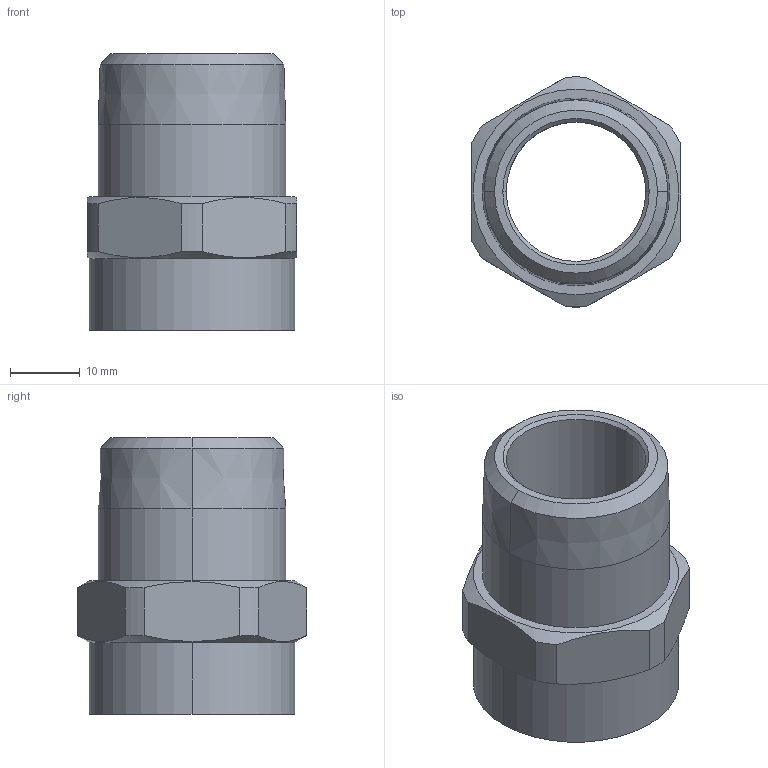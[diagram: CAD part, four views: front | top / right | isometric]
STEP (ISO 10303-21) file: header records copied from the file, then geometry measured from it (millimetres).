
FILE_DESCRIPTION (( 'STEP AP203' ), '1' );
FILE_NAME ('737DT2M3.STEP', '2016-09-28T07:50:48', ( '' ), ( '' ), 'SwSTEP 2.0', 'SolidWorks 2014', '' );
FILE_SCHEMA (( 'CONFIG_CONTROL_DESIGN' ));
Length unit declared in the file: millimetre
Products named in the file (1): 737DT2M3
Bounding box: 30 x 32.98 x 39.7 mm (x, y, z)
Volume: 10534.9 mm3; surface area: 7052.5 mm2
Topology: 1 solids, 1 shells, 40 faces, 94 edges, 58 vertices
Faces by surface type: cylinder 16, cone 14, plane 10
Entity records: 1325 total; most frequent: CARTESIAN_POINT 321, DIRECTION 202, ORIENTED_EDGE 188, EDGE_CURVE 94, AXIS2_PLACEMENT_3D 83, VERTEX_POINT 58, EDGE_LOOP 44, CIRCLE 42
